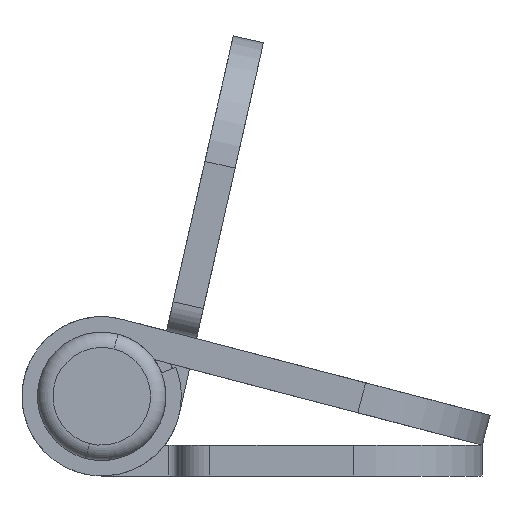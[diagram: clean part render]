
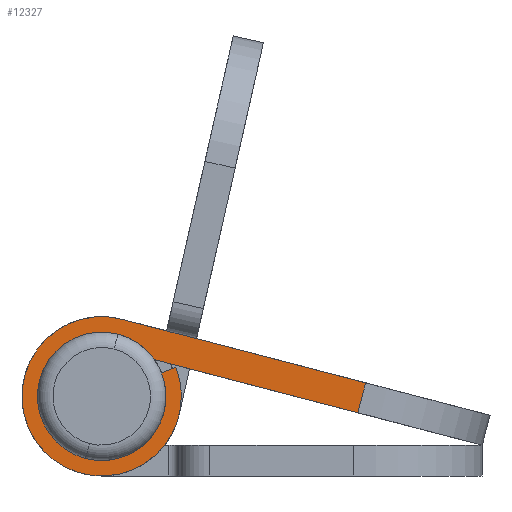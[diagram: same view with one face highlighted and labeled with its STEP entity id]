
A CAD part, front view. The second image highlights one B-rep face of the part: STEP entity #12327.
In plain terms, the highlighted face is planar.
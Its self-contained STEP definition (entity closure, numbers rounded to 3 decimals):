
#544 = EDGE_CURVE ( 'NONE', #15862, #16091, #6572, .T. ) ;
#929 = ORIENTED_EDGE ( 'NONE', *, *, #3013, .F. ) ;
#966 = DIRECTION ( 'NONE',  ( 0., 1., 0. ) ) ;
#1579 = CIRCLE ( 'NONE', #13484, 6.25 ) ;
#1682 = CARTESIAN_POINT ( 'NONE',  ( 24.5, 100., 0. ) ) ;
#1708 = VECTOR ( 'NONE', #13285, 1000. ) ;
#2260 = ORIENTED_EDGE ( 'NONE', *, *, #5264, .F. ) ;
#2527 = LINE ( 'NONE', #1682, #8955 ) ;
#3013 = EDGE_CURVE ( 'NONE', #5758, #15862, #1579, .T. ) ;
#3101 = VECTOR ( 'NONE', #15593, 1000. ) ;
#3523 = DIRECTION ( 'NONE',  ( 0., 0., 1. ) ) ;
#3758 = AXIS2_PLACEMENT_3D ( 'NONE', #13704, #16118, #14920 ) ;
#3774 = VERTEX_POINT ( 'NONE', #5967 ) ;
#3903 = EDGE_CURVE ( 'NONE', #5758, #14912, #11398, .T. ) ;
#3976 = DIRECTION ( 'NONE',  ( 0., 0., 1. ) ) ;
#4026 = EDGE_CURVE ( 'NONE', #16091, #8945, #5782, .T. ) ;
#4248 = ORIENTED_EDGE ( 'NONE', *, *, #11544, .F. ) ;
#4478 = EDGE_LOOP ( 'NONE', ( #6646, #2260, #6535, #4248, #14828, #16261, #8778, #929 ) ) ;
#5264 = EDGE_CURVE ( 'NONE', #7522, #14912, #2527, .T. ) ;
#5517 = DIRECTION ( 'NONE',  ( 0., 0., 1. ) ) ;
#5758 = VERTEX_POINT ( 'NONE', #12709 ) ;
#5782 = CIRCLE ( 'NONE', #8906, 6.25 ) ;
#5967 = CARTESIAN_POINT ( 'NONE',  ( 6.274, 100., -4.55 ) ) ;
#6005 = DIRECTION ( 'NONE',  ( 0., 1., 0. ) ) ;
#6280 = CARTESIAN_POINT ( 'NONE',  ( 5.059, 100., -3.669 ) ) ;
#6295 = FACE_OUTER_BOUND ( 'NONE', #4478, .T. ) ;
#6535 = ORIENTED_EDGE ( 'NONE', *, *, #9600, .F. ) ;
#6572 = CIRCLE ( 'NONE', #8537, 6.25 ) ;
#6646 = ORIENTED_EDGE ( 'NONE', *, *, #3903, .T. ) ;
#7522 = VERTEX_POINT ( 'NONE', #11669 ) ;
#7644 = AXIS2_PLACEMENT_3D ( 'NONE', #14665, #10869, #9549 ) ;
#7982 = VECTOR ( 'NONE', #16514, 1000. ) ;
#8537 = AXIS2_PLACEMENT_3D ( 'NONE', #15131, #6005, #8829 ) ;
#8742 = LINE ( 'NONE', #13252, #3101 ) ;
#8778 = ORIENTED_EDGE ( 'NONE', *, *, #544, .F. ) ;
#8829 = DIRECTION ( 'NONE',  ( 0., 0., 1. ) ) ;
#8854 = VERTEX_POINT ( 'NONE', #12217 ) ;
#8906 = AXIS2_PLACEMENT_3D ( 'NONE', #11624, #11727, #3976 ) ;
#8945 = VERTEX_POINT ( 'NONE', #6280 ) ;
#8955 = VECTOR ( 'NONE', #5517, 1000. ) ;
#9539 = CARTESIAN_POINT ( 'NONE',  ( 24.5, 100., -4.75 ) ) ;
#9549 = DIRECTION ( 'NONE',  ( -1., 0., 0. ) ) ;
#9600 = EDGE_CURVE ( 'NONE', #8854, #7522, #12341, .T. ) ;
#10748 = CIRCLE ( 'NONE', #3758, 7.75 ) ;
#10869 = DIRECTION ( 'NONE',  ( 0., 1., 0. ) ) ;
#11398 = LINE ( 'NONE', #15207, #7982 ) ;
#11544 = EDGE_CURVE ( 'NONE', #3774, #8854, #10748, .T. ) ;
#11624 = CARTESIAN_POINT ( 'NONE',  ( 0., 100., 0. ) ) ;
#11669 = CARTESIAN_POINT ( 'NONE',  ( 24.5, 100., -7.75 ) ) ;
#11727 = DIRECTION ( 'NONE',  ( 0., 1., 0. ) ) ;
#11819 = EDGE_CURVE ( 'NONE', #3774, #8945, #8742, .T. ) ;
#12217 = CARTESIAN_POINT ( 'NONE',  ( 0., 100., -7.75 ) ) ;
#12319 = PLANE ( 'NONE',  #7644 ) ;
#12327 = ADVANCED_FACE ( 'NONE', ( #6295 ), #12319, .T. ) ;
#12341 = LINE ( 'NONE', #13225, #1708 ) ;
#12639 = CARTESIAN_POINT ( 'NONE',  ( 0., 100., 6.25 ) ) ;
#12709 = CARTESIAN_POINT ( 'NONE',  ( 4.062, 100., -4.75 ) ) ;
#13225 = CARTESIAN_POINT ( 'NONE',  ( 0., 100., -7.75 ) ) ;
#13252 = CARTESIAN_POINT ( 'NONE',  ( 6.274, 100., -4.55 ) ) ;
#13285 = DIRECTION ( 'NONE',  ( 1., 0., 0. ) ) ;
#13484 = AXIS2_PLACEMENT_3D ( 'NONE', #15082, #966, #3523 ) ;
#13704 = CARTESIAN_POINT ( 'NONE',  ( 0., 100., 0. ) ) ;
#14412 = CARTESIAN_POINT ( 'NONE',  ( 0., 100., -6.25 ) ) ;
#14665 = CARTESIAN_POINT ( 'NONE',  ( 0., 100., 0. ) ) ;
#14828 = ORIENTED_EDGE ( 'NONE', *, *, #11819, .T. ) ;
#14912 = VERTEX_POINT ( 'NONE', #9539 ) ;
#14920 = DIRECTION ( 'NONE',  ( 0., 0., 1. ) ) ;
#15082 = CARTESIAN_POINT ( 'NONE',  ( 0., 100., 0. ) ) ;
#15131 = CARTESIAN_POINT ( 'NONE',  ( 0., 100., 0. ) ) ;
#15207 = CARTESIAN_POINT ( 'NONE',  ( 0., 100., -4.75 ) ) ;
#15593 = DIRECTION ( 'NONE',  ( -0.81, 0., 0.587 ) ) ;
#15862 = VERTEX_POINT ( 'NONE', #14412 ) ;
#16091 = VERTEX_POINT ( 'NONE', #12639 ) ;
#16118 = DIRECTION ( 'NONE',  ( 0., -1., 0. ) ) ;
#16261 = ORIENTED_EDGE ( 'NONE', *, *, #4026, .F. ) ;
#16514 = DIRECTION ( 'NONE',  ( 1., 0., 0. ) ) ;
